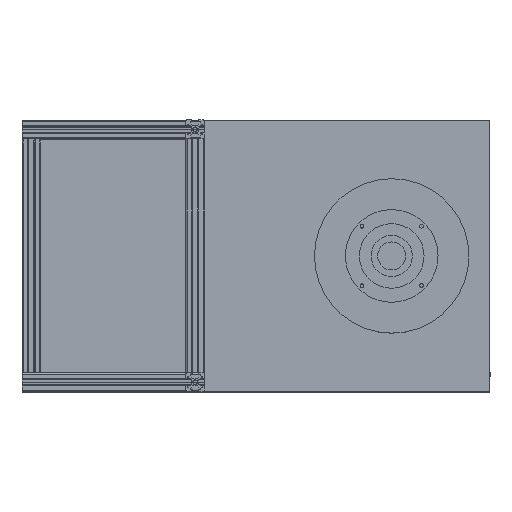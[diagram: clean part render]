
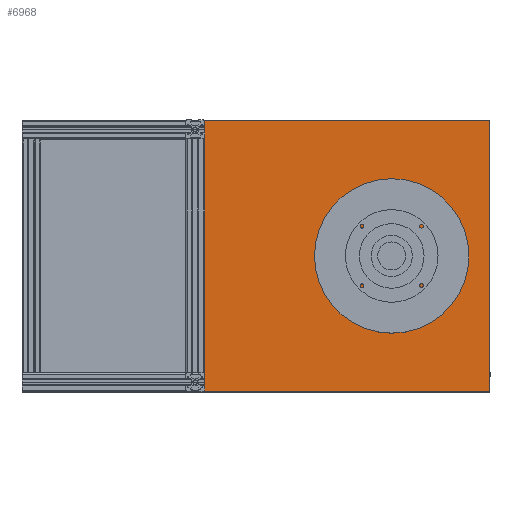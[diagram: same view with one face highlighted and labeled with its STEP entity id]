
A CAD part, top view. The second image highlights one B-rep face of the part: STEP entity #6968.
In plain terms, the highlighted face is planar.
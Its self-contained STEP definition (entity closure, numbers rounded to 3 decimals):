
#92 = VERTEX_POINT ( 'NONE', #5788 ) ;
#502 = VERTEX_POINT ( 'NONE', #9396 ) ;
#843 = DIRECTION ( 'NONE',  ( 0., 0., 1. ) ) ;
#995 = CARTESIAN_POINT ( 'NONE',  ( 0., 10., 0. ) ) ;
#1009 = EDGE_CURVE ( 'NONE', #2863, #7826, #6394, .T. ) ;
#1429 = ORIENTED_EDGE ( 'NONE', *, *, #5844, .T. ) ;
#1498 = LINE ( 'NONE', #9835, #6977 ) ;
#1661 = DIRECTION ( 'NONE',  ( -1., 0., 0. ) ) ;
#1734 = CARTESIAN_POINT ( 'NONE',  ( -175., 10., 145. ) ) ;
#1808 = DIRECTION ( 'NONE',  ( 0., 0., 1. ) ) ;
#1896 = DIRECTION ( 'NONE',  ( 1., 0., 0. ) ) ;
#1900 = ORIENTED_EDGE ( 'NONE', *, *, #2936, .F. ) ;
#2134 = CARTESIAN_POINT ( 'NONE',  ( -175., 10., 145. ) ) ;
#2863 = VERTEX_POINT ( 'NONE', #2134 ) ;
#2936 = EDGE_CURVE ( 'NONE', #11389, #92, #3530, .T. ) ;
#2951 = ORIENTED_EDGE ( 'NONE', *, *, #5067, .F. ) ;
#3056 = DIRECTION ( 'NONE',  ( 0., 0., -1. ) ) ;
#3414 = CARTESIAN_POINT ( 'NONE',  ( -175., 10., -145. ) ) ;
#3441 = VECTOR ( 'NONE', #1896, 1000. ) ;
#3530 = CIRCLE ( 'NONE', #11391, 17.5 ) ;
#3689 = DIRECTION ( 'NONE',  ( 0., 0., 1. ) ) ;
#4345 = LINE ( 'NONE', #3414, #9864 ) ;
#4350 = DIRECTION ( 'NONE',  ( 0., 1., 0. ) ) ;
#5067 = EDGE_CURVE ( 'NONE', #92, #11389, #5715, .T. ) ;
#5222 = VECTOR ( 'NONE', #3056, 1000. ) ;
#5652 = FACE_BOUND ( 'NONE', #9271, .T. ) ;
#5715 = CIRCLE ( 'NONE', #7563, 17.5 ) ;
#5788 = CARTESIAN_POINT ( 'NONE',  ( 25., 10., 17.5 ) ) ;
#5844 = EDGE_CURVE ( 'NONE', #7796, #2863, #1498, .T. ) ;
#6394 = LINE ( 'NONE', #1734, #3441 ) ;
#6968 = ADVANCED_FACE ( 'NONE', ( #11454, #5652 ), #9086, .T. ) ;
#6977 = VECTOR ( 'NONE', #1808, 1000. ) ;
#7001 = DIRECTION ( 'NONE',  ( 0., 1., 0. ) ) ;
#7045 = CARTESIAN_POINT ( 'NONE',  ( -175., 10., -145. ) ) ;
#7105 = EDGE_CURVE ( 'NONE', #7826, #502, #7212, .T. ) ;
#7212 = LINE ( 'NONE', #10120, #5222 ) ;
#7563 = AXIS2_PLACEMENT_3D ( 'NONE', #9772, #4350, #8884 ) ;
#7796 = VERTEX_POINT ( 'NONE', #7045 ) ;
#7826 = VERTEX_POINT ( 'NONE', #9092 ) ;
#7865 = EDGE_LOOP ( 'NONE', ( #1429, #9628, #8154, #9448 ) ) ;
#8154 = ORIENTED_EDGE ( 'NONE', *, *, #7105, .T. ) ;
#8379 = EDGE_CURVE ( 'NONE', #502, #7796, #4345, .T. ) ;
#8884 = DIRECTION ( 'NONE',  ( 0., 0., 1. ) ) ;
#9086 = PLANE ( 'NONE',  #10621 ) ;
#9092 = CARTESIAN_POINT ( 'NONE',  ( 130., 10., 145. ) ) ;
#9271 = EDGE_LOOP ( 'NONE', ( #1900, #2951 ) ) ;
#9396 = CARTESIAN_POINT ( 'NONE',  ( 130., 10., -145. ) ) ;
#9448 = ORIENTED_EDGE ( 'NONE', *, *, #8379, .T. ) ;
#9628 = ORIENTED_EDGE ( 'NONE', *, *, #1009, .T. ) ;
#9772 = CARTESIAN_POINT ( 'NONE',  ( 25., 10., 0. ) ) ;
#9835 = CARTESIAN_POINT ( 'NONE',  ( -175., 10., -145. ) ) ;
#9864 = VECTOR ( 'NONE', #1661, 1000. ) ;
#9967 = DIRECTION ( 'NONE',  ( 0., 1., 0. ) ) ;
#10120 = CARTESIAN_POINT ( 'NONE',  ( 130., 10., -145. ) ) ;
#10621 = AXIS2_PLACEMENT_3D ( 'NONE', #995, #9967, #3689 ) ;
#11278 = CARTESIAN_POINT ( 'NONE',  ( 25., 10., -17.5 ) ) ;
#11389 = VERTEX_POINT ( 'NONE', #11278 ) ;
#11391 = AXIS2_PLACEMENT_3D ( 'NONE', #11627, #7001, #843 ) ;
#11454 = FACE_OUTER_BOUND ( 'NONE', #7865, .T. ) ;
#11627 = CARTESIAN_POINT ( 'NONE',  ( 25., 10., 0. ) ) ;
